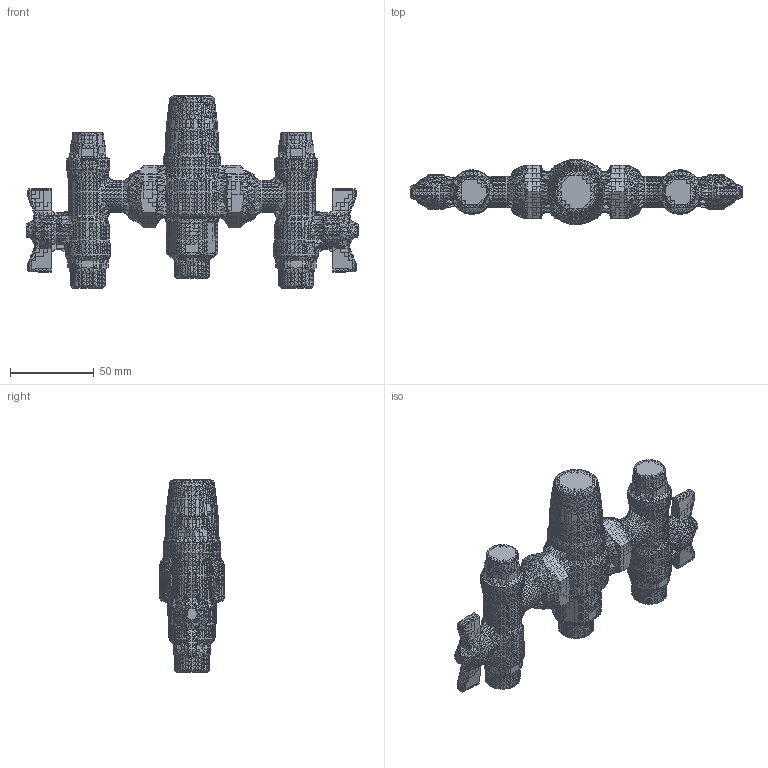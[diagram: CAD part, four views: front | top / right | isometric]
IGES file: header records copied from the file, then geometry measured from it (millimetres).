
Start section:  PTC IGES file: 252212tmf aus (IGS).igs
Global section: file name: 252212tmf aus (IGS).igs; native system: Creo Parametric by PTC Inc.; preprocessor: 2014500; author: mparodi; organization: Unknown; date: 20160629.122440; units: inch
Bounding box: 198 x 38.9 x 114.7 mm (x, y, z)
Volume: 220926.2 mm3; surface area: 37599.8 mm2
Topology: 1 solids, 1 shells, 14586 faces, 22984 edges, 8400 vertices
Faces by surface type: bspline 14586
